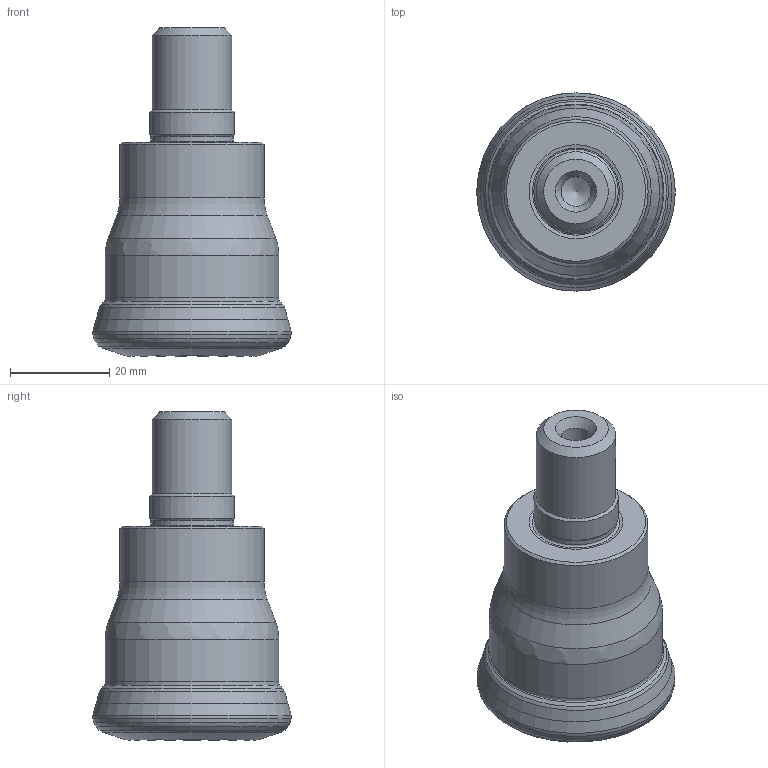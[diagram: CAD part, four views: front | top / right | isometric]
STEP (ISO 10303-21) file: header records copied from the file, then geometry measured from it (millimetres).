
FILE_DESCRIPTION(/* description */ (''),/* implementation_level */ '2;1');
FILE_NAME(/* name */ 'ax_step_export_ax_temp_1.stp',/* time_stamp */ '2019-04-18T14:03:18+02:00',/* author */ (''),/* organization */ (''),/* preprocessor_version */ 'ST-DEVELOPER v15',/* originating_system */ 'SIEMENS PLM Software NX 8.5',/* authorisation */ '');
FILE_SCHEMA (('AUTOMOTIVE_DESIGN { 1 0 10303 214 3 1 1 1 }'));
Length unit declared in the file: millimetre
Products named in the file (1): ax_temp_1
Bounding box: 39.94 x 39.87 x 66 mm (x, y, z)
Volume: 47630.5 mm3; surface area: 11165.4 mm2
Topology: 2 solids, 2 shells, 53 faces, 111 edges, 60 vertices
Faces by surface type: revolution 28, cone 10, cylinder 6, torus 6, plane 2, bspline 1
Full cylindrical faces by diameter (mm): 6 x1, 16 x1, 16.5 x1, 17 x1, 29 x1, 34.932 x1
Entity records: 1512 total; most frequent: CARTESIAN_POINT 403, DIRECTION 182, FACE_BOUND 106, EDGE_LOOP 104, ORIENTED_EDGE 104, AXIS2_PLACEMENT_3D 77, VERTEX_POINT 54, ADVANCED_FACE 53
